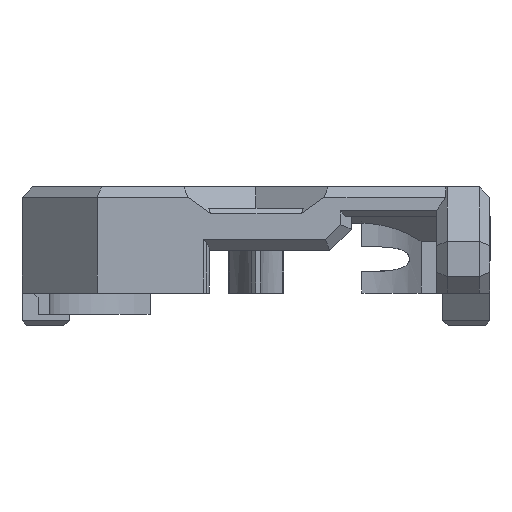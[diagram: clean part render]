
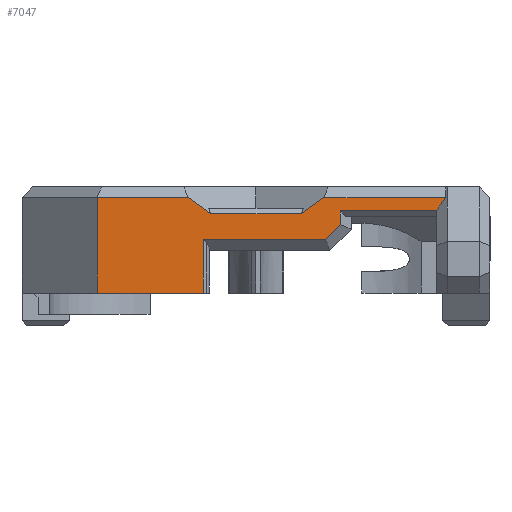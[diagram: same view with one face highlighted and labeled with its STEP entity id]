
A CAD part, left-side view. The second image highlights one B-rep face of the part: STEP entity #7047.
In plain terms, the highlighted planar face has unit normal (-1, 0, 0).
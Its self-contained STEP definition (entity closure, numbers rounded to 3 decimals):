
#595=FACE_OUTER_BOUND('',#1015,.T.);
#1015=EDGE_LOOP('',(#5792,#5793,#5794,#5795,#5796,#5797,#5798,#5799,#5800,
#5801,#5802,#5803,#5804,#5805));
#1682=LINE('',#11443,#2495);
#1725=LINE('',#11541,#2538);
#1726=LINE('',#11543,#2539);
#1727=LINE('',#11545,#2540);
#1728=LINE('',#11547,#2541);
#1729=LINE('',#11549,#2542);
#1730=LINE('',#11551,#2543);
#1731=LINE('',#11553,#2544);
#1732=LINE('',#11555,#2545);
#1733=LINE('',#11557,#2546);
#1734=LINE('',#11559,#2547);
#1735=LINE('',#11561,#2548);
#1736=LINE('',#11563,#2549);
#1737=LINE('',#11564,#2550);
#2495=VECTOR('',#8918,10.);
#2538=VECTOR('',#9001,10.);
#2539=VECTOR('',#9002,10.);
#2540=VECTOR('',#9003,10.);
#2541=VECTOR('',#9004,10.);
#2542=VECTOR('',#9005,10.);
#2543=VECTOR('',#9006,10.);
#2544=VECTOR('',#9007,10.);
#2545=VECTOR('',#9008,10.);
#2546=VECTOR('',#9009,10.);
#2547=VECTOR('',#9010,10.);
#2548=VECTOR('',#9011,10.);
#2549=VECTOR('',#9012,10.);
#2550=VECTOR('',#9013,10.);
#3242=VERTEX_POINT('',#11440);
#3243=VERTEX_POINT('',#11442);
#3278=VERTEX_POINT('',#11540);
#3279=VERTEX_POINT('',#11542);
#3280=VERTEX_POINT('',#11544);
#3281=VERTEX_POINT('',#11546);
#3282=VERTEX_POINT('',#11548);
#3283=VERTEX_POINT('',#11550);
#3284=VERTEX_POINT('',#11552);
#3285=VERTEX_POINT('',#11554);
#3286=VERTEX_POINT('',#11556);
#3287=VERTEX_POINT('',#11558);
#3288=VERTEX_POINT('',#11560);
#3289=VERTEX_POINT('',#11562);
#4109=EDGE_CURVE('',#3243,#3242,#1682,.T.);
#4158=EDGE_CURVE('',#3242,#3278,#1725,.T.);
#4159=EDGE_CURVE('',#3279,#3278,#1726,.T.);
#4160=EDGE_CURVE('',#3280,#3279,#1727,.T.);
#4161=EDGE_CURVE('',#3281,#3280,#1728,.T.);
#4162=EDGE_CURVE('',#3282,#3281,#1729,.T.);
#4163=EDGE_CURVE('',#3282,#3283,#1730,.T.);
#4164=EDGE_CURVE('',#3284,#3283,#1731,.F.);
#4165=EDGE_CURVE('',#3285,#3284,#1732,.T.);
#4166=EDGE_CURVE('',#3286,#3285,#1733,.T.);
#4167=EDGE_CURVE('',#3287,#3286,#1734,.T.);
#4168=EDGE_CURVE('',#3288,#3287,#1735,.T.);
#4169=EDGE_CURVE('',#3289,#3288,#1736,.T.);
#4170=EDGE_CURVE('',#3243,#3289,#1737,.T.);
#5792=ORIENTED_EDGE('',*,*,#4109,.T.);
#5793=ORIENTED_EDGE('',*,*,#4158,.T.);
#5794=ORIENTED_EDGE('',*,*,#4159,.F.);
#5795=ORIENTED_EDGE('',*,*,#4160,.F.);
#5796=ORIENTED_EDGE('',*,*,#4161,.F.);
#5797=ORIENTED_EDGE('',*,*,#4162,.F.);
#5798=ORIENTED_EDGE('',*,*,#4163,.T.);
#5799=ORIENTED_EDGE('',*,*,#4164,.F.);
#5800=ORIENTED_EDGE('',*,*,#4165,.F.);
#5801=ORIENTED_EDGE('',*,*,#4166,.F.);
#5802=ORIENTED_EDGE('',*,*,#4167,.F.);
#5803=ORIENTED_EDGE('',*,*,#4168,.F.);
#5804=ORIENTED_EDGE('',*,*,#4169,.F.);
#5805=ORIENTED_EDGE('',*,*,#4170,.F.);
#6684=PLANE('',#7554);
#7047=ADVANCED_FACE('',(#595),#6684,.T.);
#7554=AXIS2_PLACEMENT_3D('',#11539,#8999,#9000);
#8918=DIRECTION('',(0.,-1.,0.));
#8999=DIRECTION('center_axis',(-1.,0.,0.));
#9000=DIRECTION('ref_axis',(0.,-1.,0.));
#9001=DIRECTION('',(0.,0.,1.));
#9002=DIRECTION('',(0.,1.,0.));
#9003=DIRECTION('',(0.,0.707,-0.707));
#9004=DIRECTION('',(0.,0.,-1.));
#9005=DIRECTION('',(0.,1.,0.));
#9006=DIRECTION('',(0.,0.,1.));
#9007=DIRECTION('',(0.,-0.577,0.816));
#9008=DIRECTION('',(0.,-1.,0.));
#9009=DIRECTION('',(0.,-0.816,0.577));
#9010=DIRECTION('',(0.,-1.,0.));
#9011=DIRECTION('',(0.,-0.816,-0.577));
#9012=DIRECTION('',(0.,-1.,0.));
#9013=DIRECTION('',(0.,0.,1.));
#11440=CARTESIAN_POINT('',(48.575,-4.971,2.642));
#11442=CARTESIAN_POINT('',(48.575,4.971,2.642));
#11443=CARTESIAN_POINT('',(48.575,-9.932,2.642));
#11539=CARTESIAN_POINT('Origin',(48.575,-14.854,10.092));
#11540=CARTESIAN_POINT('',(48.575,-4.971,7.642));
#11541=CARTESIAN_POINT('',(48.575,-4.971,6.367));
#11542=CARTESIAN_POINT('',(48.575,-16.411,7.642));
#11543=CARTESIAN_POINT('',(48.575,-14.869,7.642));
#11544=CARTESIAN_POINT('',(48.575,-17.825,9.056));
#11545=CARTESIAN_POINT('',(48.575,-16.988,8.219));
#11546=CARTESIAN_POINT('',(48.575,-17.825,10.342));
#11547=CARTESIAN_POINT('',(48.575,-17.825,8.167));
#11548=CARTESIAN_POINT('',(48.575,-26.825,10.342));
#11549=CARTESIAN_POINT('',(48.575,-20.84,10.342));
#11550=CARTESIAN_POINT('',(48.575,-26.825,10.409));
#11551=CARTESIAN_POINT('',(48.575,-26.825,8.662));
#11552=CARTESIAN_POINT('',(48.575,-27.661,11.592));
#11553=CARTESIAN_POINT('',(48.575,-24.69,7.391));
#11554=CARTESIAN_POINT('',(48.575,-16.269,11.592));
#11555=CARTESIAN_POINT('',(48.575,-12.383,11.592));
#11556=CARTESIAN_POINT('',(48.575,-14.147,10.092));
#11557=CARTESIAN_POINT('',(48.575,-12.187,8.706));
#11558=CARTESIAN_POINT('',(48.575,-5.678,10.092));
#11559=CARTESIAN_POINT('',(48.575,-12.383,10.092));
#11560=CARTESIAN_POINT('',(48.575,-3.556,11.592));
#11561=CARTESIAN_POINT('',(48.575,-10.109,6.958));
#11562=CARTESIAN_POINT('',(48.575,4.971,11.592));
#11563=CARTESIAN_POINT('',(48.575,-12.383,11.592));
#11564=CARTESIAN_POINT('',(48.575,4.971,10.092));
